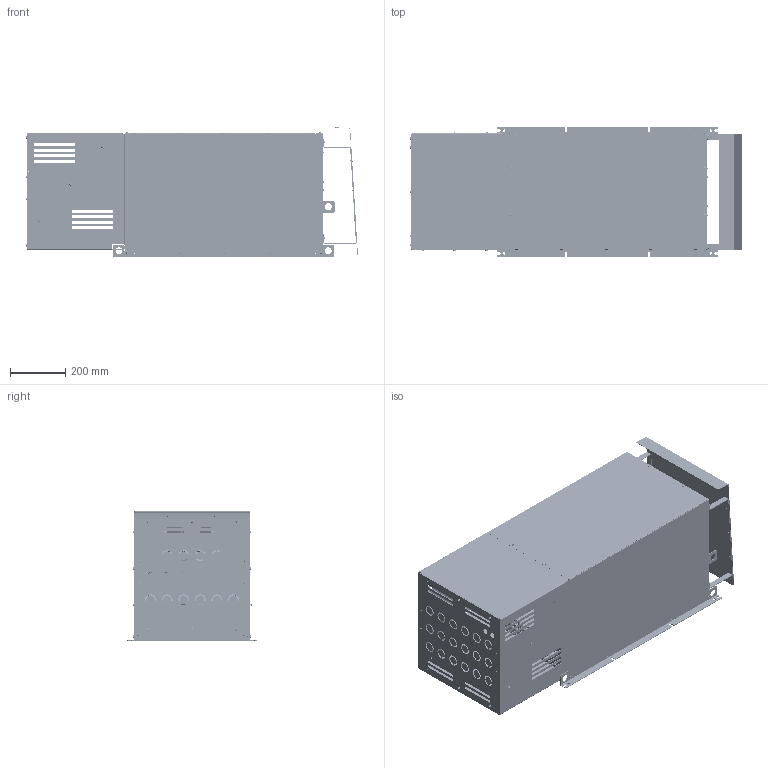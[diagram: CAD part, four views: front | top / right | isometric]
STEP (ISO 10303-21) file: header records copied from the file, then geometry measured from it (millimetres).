
FILE_DESCRIPTION(/* description */ (''),/* implementation_level */ '2;1');
FILE_NAME(/* name */ 'X7.3 IP21 if.stp',/* time_stamp */ '2019-01-11T09:39:14+01:00',/* author */ ('f.rambuscheck'),/* organization */ (''),/* preprocessor_version */ 'ST-DEVELOPER v17',/* originating_system */ 'Autodesk Inventor 2018',/* authorisation */ '');
FILE_SCHEMA (('AUTOMOTIVE_DESIGN { 1 0 10303 214 3 1 1 }'));
Products named in the file (1): X7.3 IP21 if
Bounding box: 1198.58 x 468 x 467.63 mm (x, y, z)
Volume: 9864108 mm3; surface area: 7081261.9 mm2
Topology: 34 solids, 83 shells, 13572 faces, 37347 edges, 24233 vertices
Faces by surface type: plane 8216, cylinder 3869, bspline 575, cone 550, torus 322, sphere 40
Full cylindrical faces by diameter (mm): 2 x4, 2.459 x16, 2.729 x8, 3 x16, 3.2 x12, 3.242 x13, 3.95 x4, 4 x29, 4.134 x32, 4.2 x2, 4.25 x16, 4.3 x16, 4.5 x44, 5 x89, 5.5 x62, 5.6 x1, 6 x10, 6.2 x4, 6.5 x27, 6.6 x2, 7 x25, 8 x22, 8.2 x4, 8.4 x16, 8.5 x52, 9 x10, 9.4 x4, 11 x2, 11.4 x2, 11.63 x8
Entity records: 497884 total; most frequent: CARTESIAN_POINT 139027, ORIENTED_EDGE 74494, DIRECTION 72313, EDGE_CURVE 37247, AXIS2_PLACEMENT_3D 24445, VERTEX_POINT 24233, LINE 23423, VECTOR 23423
